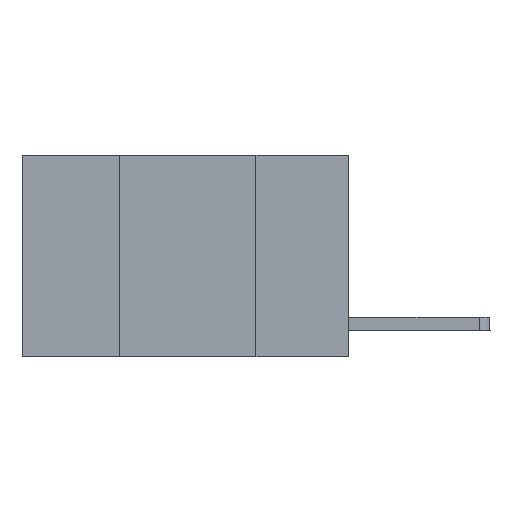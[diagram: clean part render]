
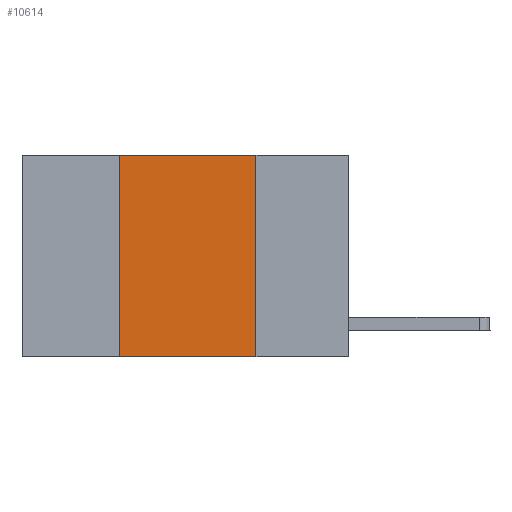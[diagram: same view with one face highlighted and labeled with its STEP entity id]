
A CAD part, left-side view. The second image highlights one B-rep face of the part: STEP entity #10614.
In plain terms, the highlighted planar face has unit normal (-1, 0, 0).
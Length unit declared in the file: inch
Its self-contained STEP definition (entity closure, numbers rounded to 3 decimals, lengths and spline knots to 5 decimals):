
#22 = CARTESIAN_POINT ( 'NONE',  ( 0., 0.6, -0.37 ) ) ;
#388 = LINE ( 'NONE', #3867, #7172 ) ;
#647 = AXIS2_PLACEMENT_3D ( 'NONE', #1708, #920, #1826 ) ;
#715 = CARTESIAN_POINT ( 'NONE',  ( 0., 0.42, -0.37 ) ) ;
#798 = VERTEX_POINT ( 'NONE', #715 ) ;
#920 = DIRECTION ( 'NONE',  ( 1., 0., 0. ) ) ;
#1708 = CARTESIAN_POINT ( 'NONE',  ( 0., 0.6, 0. ) ) ;
#1826 = DIRECTION ( 'NONE',  ( 0., 0., -1. ) ) ;
#2219 = EDGE_CURVE ( 'NONE', #6540, #8060, #388, .T. ) ;
#2480 = ORIENTED_EDGE ( 'NONE', *, *, #5744, .F. ) ;
#2506 = LINE ( 'NONE', #22, #5764 ) ;
#2760 = EDGE_CURVE ( 'NONE', #798, #8060, #2506, .T. ) ;
#3650 = ORIENTED_EDGE ( 'NONE', *, *, #2760, .T. ) ;
#3715 = LINE ( 'NONE', #6126, #6711 ) ;
#3867 = CARTESIAN_POINT ( 'NONE',  ( 0., 0.17, 0. ) ) ;
#4667 = CARTESIAN_POINT ( 'NONE',  ( 0., 0.17, -0.37 ) ) ;
#5496 = EDGE_CURVE ( 'NONE', #798, #6643, #10898, .T. ) ;
#5632 = CARTESIAN_POINT ( 'NONE',  ( 0., 0.42, 0. ) ) ;
#5744 = EDGE_CURVE ( 'NONE', #6643, #6540, #3715, .T. ) ;
#5764 = VECTOR ( 'NONE', #6933, 39.37008 ) ;
#6126 = CARTESIAN_POINT ( 'NONE',  ( 0., 0.6, 0. ) ) ;
#6334 = EDGE_LOOP ( 'NONE', ( #6765, #2480, #6378, #3650 ) ) ;
#6378 = ORIENTED_EDGE ( 'NONE', *, *, #5496, .F. ) ;
#6540 = VERTEX_POINT ( 'NONE', #7139 ) ;
#6643 = VERTEX_POINT ( 'NONE', #8686 ) ;
#6711 = VECTOR ( 'NONE', #7105, 39.37008 ) ;
#6765 = ORIENTED_EDGE ( 'NONE', *, *, #2219, .F. ) ;
#6933 = DIRECTION ( 'NONE',  ( 0., -1., 0. ) ) ;
#7105 = DIRECTION ( 'NONE',  ( 0., -1., 0. ) ) ;
#7139 = CARTESIAN_POINT ( 'NONE',  ( 0., 0.17, 0. ) ) ;
#7172 = VECTOR ( 'NONE', #7749, 39.37008 ) ;
#7733 = PLANE ( 'NONE',  #647 ) ;
#7749 = DIRECTION ( 'NONE',  ( 0., 0., -1. ) ) ;
#7848 = FACE_OUTER_BOUND ( 'NONE', #6334, .T. ) ;
#8060 = VERTEX_POINT ( 'NONE', #4667 ) ;
#8158 = DIRECTION ( 'NONE',  ( 0., 0., 1. ) ) ;
#8686 = CARTESIAN_POINT ( 'NONE',  ( 0., 0.42, 0. ) ) ;
#10065 = VECTOR ( 'NONE', #8158, 39.37008 ) ;
#10614 = ADVANCED_FACE ( 'NONE', ( #7848 ), #7733, .F. ) ;
#10898 = LINE ( 'NONE', #5632, #10065 ) ;
